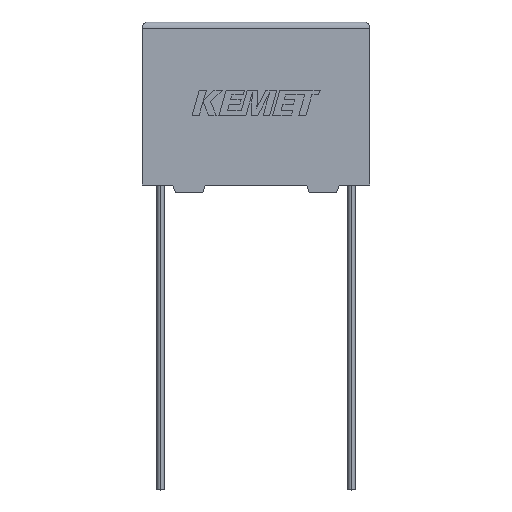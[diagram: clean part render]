
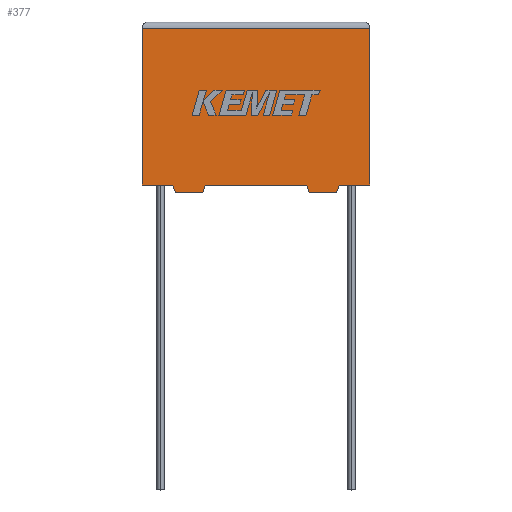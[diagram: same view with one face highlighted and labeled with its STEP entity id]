
A CAD part, top view. The second image highlights one B-rep face of the part: STEP entity #377.
In plain terms, the highlighted planar face has unit normal (0, 0, 1).
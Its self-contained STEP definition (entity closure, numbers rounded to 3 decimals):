
#29 = DIRECTION ( 'NONE',  ( 0., 1., 0. ) ) ;
#34 = CARTESIAN_POINT ( 'NONE',  ( 3.913, -0.904, 11.2 ) ) ;
#49 = EDGE_CURVE ( 'NONE', #2308, #525, #1145, .T. ) ;
#125 = VERTEX_POINT ( 'NONE', #3242 ) ;
#157 = ORIENTED_EDGE ( 'NONE', *, *, #2865, .T. ) ;
#178 = LINE ( 'NONE', #527, #2757 ) ;
#195 = ORIENTED_EDGE ( 'NONE', *, *, #49, .T. ) ;
#233 = VERTEX_POINT ( 'NONE', #1010 ) ;
#247 = EDGE_CURVE ( 'NONE', #125, #3239, #509, .T. ) ;
#263 = CARTESIAN_POINT ( 'NONE',  ( 19.665, -0.904, 11.2 ) ) ;
#268 = DIRECTION ( 'NONE',  ( -0.315, -0.949, 0. ) ) ;
#274 = EDGE_CURVE ( 'NONE', #1498, #1023, #1480, .T. ) ;
#325 = DIRECTION ( 'NONE',  ( 0., -1., 0. ) ) ;
#367 = DIRECTION ( 'NONE',  ( -1., 0., 0. ) ) ;
#377 = ADVANCED_FACE ( 'NONE', ( #3236 ), #2101, .F. ) ;
#408 = LINE ( 'NONE', #530, #768 ) ;
#496 = EDGE_CURVE ( 'NONE', #233, #125, #1476, .T. ) ;
#509 = LINE ( 'NONE', #263, #2474 ) ;
#525 = VERTEX_POINT ( 'NONE', #2155 ) ;
#527 = CARTESIAN_POINT ( 'NONE',  ( 0., 0., 11.2 ) ) ;
#530 = CARTESIAN_POINT ( 'NONE',  ( 7.135, -0.904, 11.2 ) ) ;
#537 = ORIENTED_EDGE ( 'NONE', *, *, #2847, .T. ) ;
#544 = DIRECTION ( 'NONE',  ( 0.315, 0.949, 0. ) ) ;
#568 = ORIENTED_EDGE ( 'NONE', *, *, #853, .T. ) ;
#583 = VECTOR ( 'NONE', #268, 1000. ) ;
#620 = LINE ( 'NONE', #3139, #1699 ) ;
#625 = LINE ( 'NONE', #2193, #583 ) ;
#666 = VECTOR ( 'NONE', #1599, 1000. ) ;
#696 = AXIS2_PLACEMENT_3D ( 'NONE', #884, #1393, #367 ) ;
#699 = ORIENTED_EDGE ( 'NONE', *, *, #800, .T. ) ;
#708 = LINE ( 'NONE', #2571, #2511 ) ;
#727 = ORIENTED_EDGE ( 'NONE', *, *, #247, .F. ) ;
#729 = EDGE_CURVE ( 'NONE', #2308, #233, #625, .T. ) ;
#734 = VECTOR ( 'NONE', #1066, 1000. ) ;
#737 = CARTESIAN_POINT ( 'NONE',  ( 0., 0., 11.2 ) ) ;
#768 = VECTOR ( 'NONE', #544, 1000. ) ;
#781 = CARTESIAN_POINT ( 'NONE',  ( 23.187, 0., 11.2 ) ) ;
#800 = EDGE_CURVE ( 'NONE', #1549, #1306, #178, .T. ) ;
#853 = EDGE_CURVE ( 'NONE', #2037, #1549, #708, .T. ) ;
#870 = VERTEX_POINT ( 'NONE', #2554 ) ;
#874 = VECTOR ( 'NONE', #29, 1000. ) ;
#884 = CARTESIAN_POINT ( 'NONE',  ( 0., 0., 11.2 ) ) ;
#1010 = CARTESIAN_POINT ( 'NONE',  ( 22.887, -0.904, 11.2 ) ) ;
#1023 = VERTEX_POINT ( 'NONE', #2895 ) ;
#1066 = DIRECTION ( 'NONE',  ( 0.315, -0.949, 0. ) ) ;
#1145 = LINE ( 'NONE', #737, #2524 ) ;
#1258 = DIRECTION ( 'NONE',  ( -0.315, 0.949, 0. ) ) ;
#1275 = DIRECTION ( 'NONE',  ( 1., 0., 0. ) ) ;
#1306 = VERTEX_POINT ( 'NONE', #1765 ) ;
#1314 = CARTESIAN_POINT ( 'NONE',  ( 26.8, 18.471, 11.2 ) ) ;
#1320 = LINE ( 'NONE', #1570, #666 ) ;
#1341 = CARTESIAN_POINT ( 'NONE',  ( 3.913, -0.904, 11.2 ) ) ;
#1359 = CARTESIAN_POINT ( 'NONE',  ( 0., 0., 11.2 ) ) ;
#1360 = CARTESIAN_POINT ( 'NONE',  ( 22.887, -0.904, 11.2 ) ) ;
#1371 = DIRECTION ( 'NONE',  ( -1., 0., 0. ) ) ;
#1393 = DIRECTION ( 'NONE',  ( 0., 0., -1. ) ) ;
#1476 = LINE ( 'NONE', #1360, #1711 ) ;
#1480 = LINE ( 'NONE', #34, #2726 ) ;
#1498 = VERTEX_POINT ( 'NONE', #1341 ) ;
#1549 = VERTEX_POINT ( 'NONE', #1359 ) ;
#1569 = EDGE_LOOP ( 'NONE', ( #1772, #2111, #568, #699, #157, #2691, #537, #2653, #727, #2103, #3149, #195 ) ) ;
#1570 = CARTESIAN_POINT ( 'NONE',  ( 0., 0., 11.2 ) ) ;
#1599 = DIRECTION ( 'NONE',  ( 1., 0., 0. ) ) ;
#1699 = VECTOR ( 'NONE', #1371, 1000. ) ;
#1711 = VECTOR ( 'NONE', #2937, 1000. ) ;
#1712 = CARTESIAN_POINT ( 'NONE',  ( 19.365, 0., 11.2 ) ) ;
#1765 = CARTESIAN_POINT ( 'NONE',  ( 3.613, 0., 11.2 ) ) ;
#1772 = ORIENTED_EDGE ( 'NONE', *, *, #1843, .T. ) ;
#1843 = EDGE_CURVE ( 'NONE', #525, #2802, #2734, .T. ) ;
#1997 = EDGE_CURVE ( 'NONE', #870, #3239, #1320, .T. ) ;
#2037 = VERTEX_POINT ( 'NONE', #2859 ) ;
#2101 = PLANE ( 'NONE',  #696 ) ;
#2103 = ORIENTED_EDGE ( 'NONE', *, *, #496, .F. ) ;
#2111 = ORIENTED_EDGE ( 'NONE', *, *, #2413, .T. ) ;
#2155 = CARTESIAN_POINT ( 'NONE',  ( 26.8, 0., 11.2 ) ) ;
#2183 = DIRECTION ( 'NONE',  ( 1., 0., 0. ) ) ;
#2193 = CARTESIAN_POINT ( 'NONE',  ( 23.187, 0., 11.2 ) ) ;
#2236 = LINE ( 'NONE', #3040, #734 ) ;
#2308 = VERTEX_POINT ( 'NONE', #781 ) ;
#2413 = EDGE_CURVE ( 'NONE', #2802, #2037, #620, .T. ) ;
#2474 = VECTOR ( 'NONE', #1258, 1000. ) ;
#2511 = VECTOR ( 'NONE', #325, 1000. ) ;
#2521 = DIRECTION ( 'NONE',  ( 1., 0., 0. ) ) ;
#2524 = VECTOR ( 'NONE', #2183, 1000. ) ;
#2554 = CARTESIAN_POINT ( 'NONE',  ( 7.435, 0., 11.2 ) ) ;
#2571 = CARTESIAN_POINT ( 'NONE',  ( 0., 0., 11.2 ) ) ;
#2653 = ORIENTED_EDGE ( 'NONE', *, *, #1997, .T. ) ;
#2691 = ORIENTED_EDGE ( 'NONE', *, *, #274, .T. ) ;
#2726 = VECTOR ( 'NONE', #2521, 1000. ) ;
#2734 = LINE ( 'NONE', #2778, #874 ) ;
#2757 = VECTOR ( 'NONE', #1275, 1000. ) ;
#2778 = CARTESIAN_POINT ( 'NONE',  ( 26.8, 0., 11.2 ) ) ;
#2802 = VERTEX_POINT ( 'NONE', #1314 ) ;
#2847 = EDGE_CURVE ( 'NONE', #1023, #870, #408, .T. ) ;
#2859 = CARTESIAN_POINT ( 'NONE',  ( 0., 18.471, 11.2 ) ) ;
#2865 = EDGE_CURVE ( 'NONE', #1306, #1498, #2236, .T. ) ;
#2895 = CARTESIAN_POINT ( 'NONE',  ( 7.135, -0.904, 11.2 ) ) ;
#2937 = DIRECTION ( 'NONE',  ( -1., 0., 0. ) ) ;
#3040 = CARTESIAN_POINT ( 'NONE',  ( 3.613, 0., 11.2 ) ) ;
#3139 = CARTESIAN_POINT ( 'NONE',  ( 0., 18.471, 11.2 ) ) ;
#3149 = ORIENTED_EDGE ( 'NONE', *, *, #729, .F. ) ;
#3236 = FACE_OUTER_BOUND ( 'NONE', #1569, .T. ) ;
#3239 = VERTEX_POINT ( 'NONE', #1712 ) ;
#3242 = CARTESIAN_POINT ( 'NONE',  ( 19.665, -0.904, 11.2 ) ) ;
